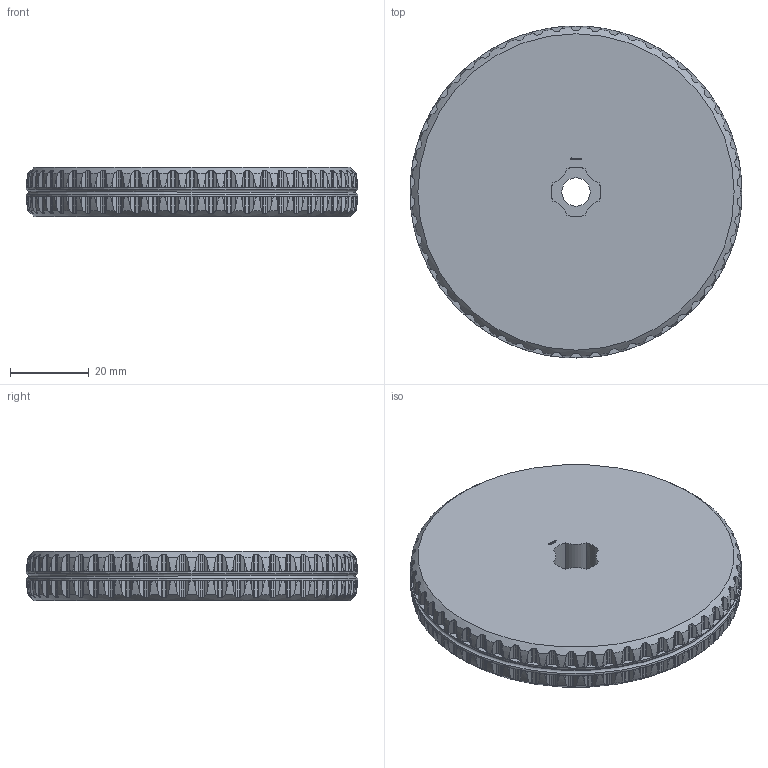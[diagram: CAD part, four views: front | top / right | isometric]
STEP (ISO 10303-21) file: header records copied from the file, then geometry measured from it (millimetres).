
FILE_DESCRIPTION(('FreeCAD Model'),'2;1');
FILE_NAME('Open CASCADE Shape Model','2025-01-01T00:26:11',(''),(''), 'Open CASCADE STEP processor 7.8','FreeCAD','Unknown');
FILE_SCHEMA(('AUTOMOTIVE_DESIGN { 1 0 10303 214 1 1 1 1 }'));
Products named in the file (1): Wheel GND TTRD PLN BU06.75x01.00 - SPN-WHL-0020 (stemfie.org)
Bounding box: 84.38 x 84.38 x 12.5 mm (x, y, z)
Volume: 66143.7 mm3; surface area: 15573.4 mm2
Topology: 1 solids, 1 shells, 1587 faces, 4590 edges, 3054 vertices
Faces by surface type: cylinder 664, plane 648, extrusion 136, revolution 110, cone 27, torus 2
Full cylindrical faces by diameter (mm): 2 x4, 7.2 x2, 84.375 x2
Entity records: 69796 total; most frequent: CARTESIAN_POINT 28998, ORIENTED_EDGE 9180, DIRECTION 7639, EDGE_CURVE 4590, VERTEX_POINT 3054, AXIS2_PLACEMENT_3D 2604, VECTOR 2321, LINE 2185
